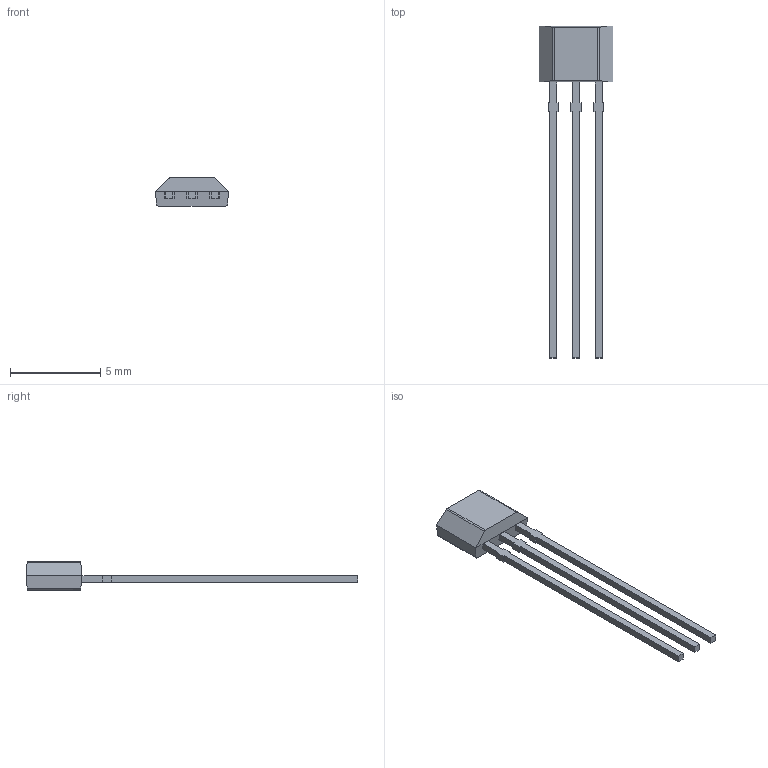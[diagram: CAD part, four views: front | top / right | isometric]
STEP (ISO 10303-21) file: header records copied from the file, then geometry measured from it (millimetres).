
FILE_DESCRIPTION (( 'STEP AP214' ), '1' );
FILE_NAME ('SS49E.STEP', '2023-04-04T01:32:02', ( '' ), ( '' ), 'SwSTEP 2.0', 'SolidWorks 2017', '' );
FILE_SCHEMA (( 'AUTOMOTIVE_DESIGN' ));
Length unit declared in the file: millimetre
Products named in the file (1): SS49E
Bounding box: 4.06 x 18.4 x 1.57 mm (x, y, z)
Volume: 24.1 mm3; surface area: 113.4 mm2
Topology: 4 solids, 4 shells, 56 faces, 140 edges, 92 vertices
Faces by surface type: plane 52, cylinder 4
Entity records: 1693 total; most frequent: CARTESIAN_POINT 313, ORIENTED_EDGE 280, DIRECTION 246, EDGE_CURVE 140, VECTOR 132, LINE 132, VERTEX_POINT 92, AXIS2_PLACEMENT_3D 57
